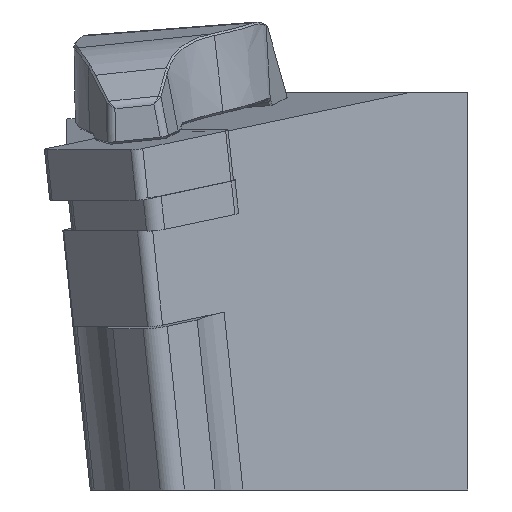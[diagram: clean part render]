
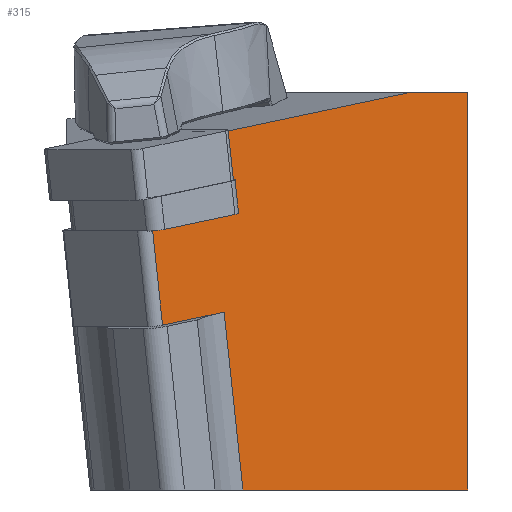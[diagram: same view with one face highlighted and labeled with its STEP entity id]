
A CAD part, left-side view. The second image highlights one B-rep face of the part: STEP entity #315.
In plain terms, the highlighted planar face has unit normal (-0.707, -0.707, 0).
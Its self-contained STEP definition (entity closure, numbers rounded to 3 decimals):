
#315=ADVANCED_FACE('',(#508),#441,.T.);
#441=PLANE('',#2314);
#508=FACE_OUTER_BOUND('',#633,.T.);
#633=EDGE_LOOP('',(#760,#761,#762,#763,#764,#765,#766,#767,#768,#769,#770));
#760=ORIENTED_EDGE('',*,*,#1626,.F.);
#761=ORIENTED_EDGE('',*,*,#1627,.T.);
#762=ORIENTED_EDGE('',*,*,#1628,.T.);
#763=ORIENTED_EDGE('',*,*,#1629,.T.);
#764=ORIENTED_EDGE('',*,*,#1630,.T.);
#765=ORIENTED_EDGE('',*,*,#1631,.F.);
#766=ORIENTED_EDGE('',*,*,#1632,.F.);
#767=ORIENTED_EDGE('',*,*,#1633,.T.);
#768=ORIENTED_EDGE('',*,*,#1634,.T.);
#769=ORIENTED_EDGE('',*,*,#1635,.F.);
#770=ORIENTED_EDGE('',*,*,#1636,.F.);
#1418=VERTEX_POINT('',#3002);
#1419=VERTEX_POINT('',#3003);
#1420=VERTEX_POINT('',#3005);
#1421=VERTEX_POINT('',#3007);
#1422=VERTEX_POINT('',#3009);
#1423=VERTEX_POINT('',#3011);
#1424=VERTEX_POINT('',#3013);
#1425=VERTEX_POINT('',#3015);
#1426=VERTEX_POINT('',#3017);
#1427=VERTEX_POINT('',#3019);
#1428=VERTEX_POINT('',#3021);
#1626=EDGE_CURVE('',#1418,#1419,#1955,.T.);
#1627=EDGE_CURVE('',#1418,#1420,#1956,.T.);
#1628=EDGE_CURVE('',#1420,#1421,#1957,.T.);
#1629=EDGE_CURVE('',#1421,#1422,#1958,.T.);
#1630=EDGE_CURVE('',#1422,#1423,#1959,.T.);
#1631=EDGE_CURVE('',#1424,#1423,#1960,.T.);
#1632=EDGE_CURVE('',#1425,#1424,#1961,.T.);
#1633=EDGE_CURVE('',#1425,#1426,#1962,.T.);
#1634=EDGE_CURVE('',#1426,#1427,#1963,.T.);
#1635=EDGE_CURVE('',#1428,#1427,#1964,.T.);
#1636=EDGE_CURVE('',#1419,#1428,#1965,.T.);
#1955=LINE('',#3001,#2133);
#1956=LINE('',#3004,#2134);
#1957=LINE('',#3006,#2135);
#1958=LINE('',#3008,#2136);
#1959=LINE('',#3010,#2137);
#1960=LINE('',#3012,#2138);
#1961=LINE('',#3014,#2139);
#1962=LINE('',#3016,#2140);
#1963=LINE('',#3018,#2141);
#1964=LINE('',#3020,#2142);
#1965=LINE('',#3022,#2143);
#2133=VECTOR('',#2484,1.);
#2134=VECTOR('',#2485,1.);
#2135=VECTOR('',#2486,1.);
#2136=VECTOR('',#2487,1.);
#2137=VECTOR('',#2488,1.);
#2138=VECTOR('',#2489,1.);
#2139=VECTOR('',#2490,1.);
#2140=VECTOR('',#2491,1.);
#2141=VECTOR('',#2492,1.);
#2142=VECTOR('',#2493,1.);
#2143=VECTOR('',#2494,1.);
#2314=AXIS2_PLACEMENT_3D('',#3023,#2495,#2496);
#2484=DIRECTION('',(-0.105,0.105,0.989));
#2485=DIRECTION('',(-0.699,0.699,-0.148));
#2486=DIRECTION('',(0.105,-0.105,-0.989));
#2487=DIRECTION('',(0.699,-0.699,0.148));
#2488=DIRECTION('',(0.105,-0.105,-0.989));
#2489=DIRECTION('',(-0.707,0.707,0.));
#2490=DIRECTION('',(0.,0.,-1.));
#2491=DIRECTION('',(-0.707,0.707,0.));
#2492=DIRECTION('',(-0.699,0.699,-0.148));
#2493=DIRECTION('',(-0.105,0.105,0.989));
#2494=DIRECTION('',(-0.699,0.699,-0.148));
#2495=DIRECTION('',(-0.707,-0.707,0.));
#2496=DIRECTION('',(-0.707,0.707,0.));
#3001=CARTESIAN_POINT('',(9.999,-10.059,-2.902));
#3002=CARTESIAN_POINT('',(10.331,-10.392,-6.047));
#3003=CARTESIAN_POINT('',(9.999,-10.059,-2.902));
#3004=CARTESIAN_POINT('',(201.813,-201.874,34.423));
#3005=CARTESIAN_POINT('',(2.454,-2.515,-7.712));
#3006=CARTESIAN_POINT('',(3.39,-3.451,-16.569));
#3007=CARTESIAN_POINT('',(3.39,-3.451,-16.569));
#3008=CARTESIAN_POINT('',(30.21,-30.271,-10.901));
#3009=CARTESIAN_POINT('',(9.152,-9.212,-15.352));
#3010=CARTESIAN_POINT('',(3.926,-3.986,34.099));
#3011=CARTESIAN_POINT('',(10.911,-10.972,-32.));
#3012=CARTESIAN_POINT('',(189.903,-189.964,-32.));
#3013=CARTESIAN_POINT('',(31.939,-32.,-32.));
#3014=CARTESIAN_POINT('',(31.939,-32.,25.566));
#3015=CARTESIAN_POINT('',(31.939,-32.,5.2));
#3016=CARTESIAN_POINT('',(202.749,-202.81,5.2));
#3017=CARTESIAN_POINT('',(26.498,-26.559,5.2));
#3018=CARTESIAN_POINT('',(-48.008,47.947,-10.547));
#3019=CARTESIAN_POINT('',(9.058,-9.119,1.514));
#3020=CARTESIAN_POINT('',(10.803,-10.864,-15.003));
#3021=CARTESIAN_POINT('',(9.535,-9.596,-3.));
#3022=CARTESIAN_POINT('',(201.481,-201.542,37.568));
#3023=CARTESIAN_POINT('',(202.749,-202.81,25.566));
